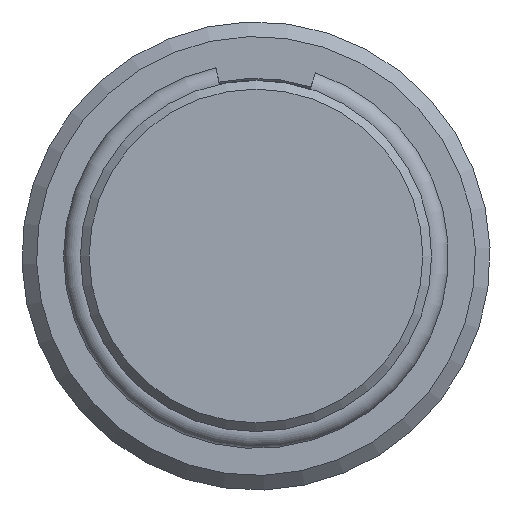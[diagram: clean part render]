
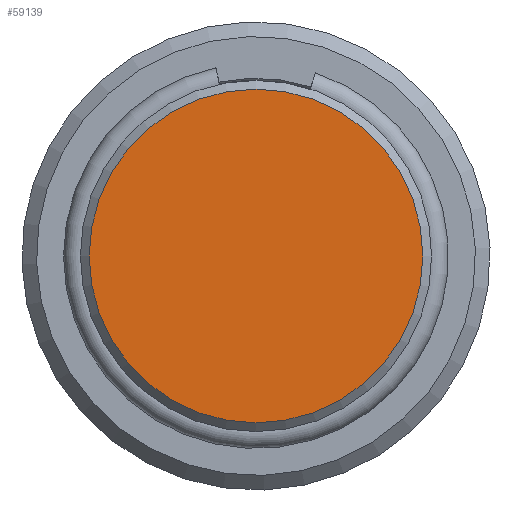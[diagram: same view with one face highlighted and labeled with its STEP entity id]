
A CAD part, left-side view. The second image highlights one B-rep face of the part: STEP entity #59139.
In plain terms, the highlighted planar face has unit normal (-1, 0, 0).
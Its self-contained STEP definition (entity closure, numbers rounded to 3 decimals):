
#59119=CARTESIAN_POINT('',(0.,5.7,0.0));
#59120=VERTEX_POINT('',#59119);
#59121=CARTESIAN_POINT('',(0.0,0.0,0.0));
#59122=DIRECTION('',(1.0,0.0,0.0));
#59123=DIRECTION('',(0.0,1.0,0.0));
#59124=AXIS2_PLACEMENT_3D('',#59121,#59122,#59123);
#59125=CIRCLE('',#59124,5.7);
#59126=EDGE_CURVE('',#59120,#59120,#59125,.T.);
#59131=CARTESIAN_POINT('',(0.,5.35,0.0));
#59132=DIRECTION('',(-1.0,0.0,0.0));
#59133=DIRECTION('',(0.0,0.0,1.0));
#59134=AXIS2_PLACEMENT_3D('',#59131,#59132,#59133);
#59135=PLANE('',#59134);
#59136=ORIENTED_EDGE('',*,*,#59126,.F.);
#59137=EDGE_LOOP('',(#59136));
#59138=FACE_OUTER_BOUND('',#59137,.T.);
#59139=ADVANCED_FACE('',(#59138),#59135,.T.);
